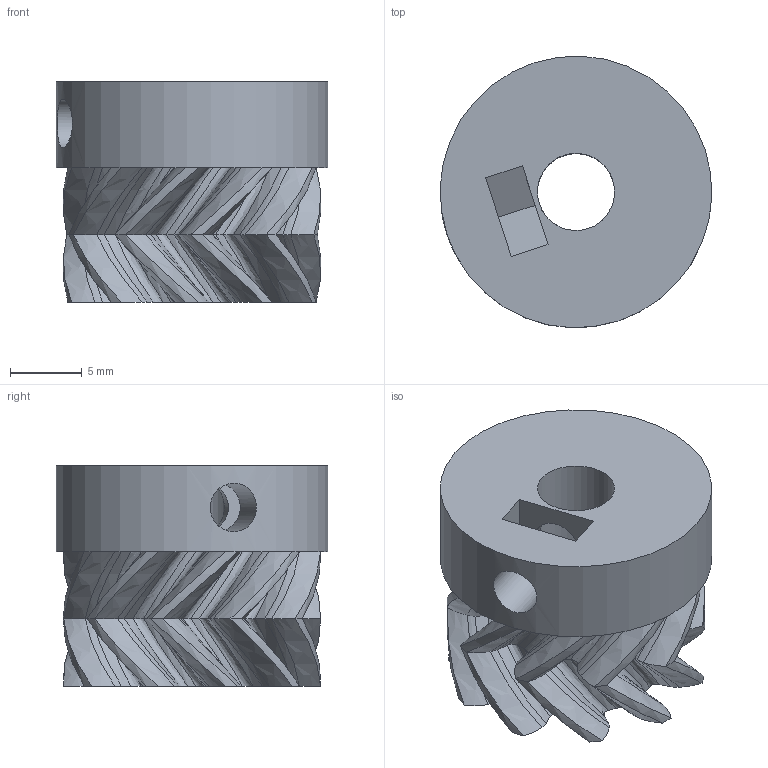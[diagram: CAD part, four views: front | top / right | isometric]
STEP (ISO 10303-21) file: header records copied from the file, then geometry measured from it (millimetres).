
FILE_DESCRIPTION(('FreeCAD Model'),'2;1');
FILE_NAME('SmallGear.step','2016-04-18T17:06:03', ('Author'),(''),'Open CASCADE STEP processor 6.8','FreeCAD','Unknown' );
FILE_SCHEMA(('AUTOMOTIVE_DESIGN_CC2 { 1 2 10303 214 -1 1 5 4 }'));
Length unit declared in the file: millimetre
Products named in the file (2): ASSEMBLY; Clone_of_SmallGear
Assembly tree (1 placements, depth 2):
  ASSEMBLY
    Clone_of_SmallGear
Bounding box: 18.99 x 18.99 x 15.4 mm (x, y, z)
Volume: 2809.9 mm3; surface area: 2625 mm2
Topology: 2 solids, 2 shells, 216 faces, 635 edges, 425 vertices
Faces by surface type: bspline 200, plane 11, cylinder 5
Full cylindrical faces by diameter (mm): 3.4 x2, 5.4 x2, 19 x1
Entity records: 23758 total; most frequent: CARTESIAN_POINT 14291, ORIENTED_EDGE 1270, PCURVE 1270, DEFINITIONAL_REPRESENTATION 1270, DIRECTION 815, LINE 758, VECTOR 758, B_SPLINE_CURVE_WITH_KNOTS 733
